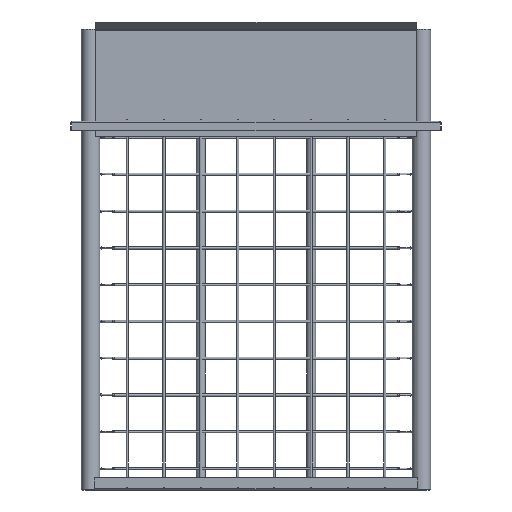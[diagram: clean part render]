
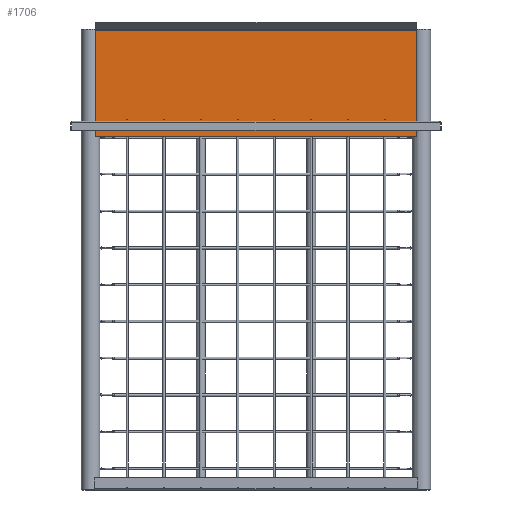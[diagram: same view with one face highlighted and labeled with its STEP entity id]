
A CAD part, left-side view. The second image highlights one B-rep face of the part: STEP entity #1706.
In plain terms, the highlighted face is planar.
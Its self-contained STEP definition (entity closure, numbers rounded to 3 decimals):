
#3 = DIRECTION ( 'NONE',  ( 0., 0., -1. ) ) ;
#36 = DIRECTION ( 'NONE',  ( 0., 0., -1. ) ) ;
#239 = LINE ( 'NONE', #8538, #11255 ) ;
#264 = CARTESIAN_POINT ( 'NONE',  ( 12.5, -20.3, -160.35 ) ) ;
#366 = CARTESIAN_POINT ( 'NONE',  ( 12.5, -18.7, -139.65 ) ) ;
#426 = EDGE_CURVE ( 'NONE', #10552, #10024, #7567, .T. ) ;
#515 = EDGE_CURVE ( 'NONE', #626, #9174, #4305, .T. ) ;
#569 = CARTESIAN_POINT ( 'NONE',  ( 12.5, 0., 218.813 ) ) ;
#626 = VERTEX_POINT ( 'NONE', #1447 ) ;
#655 = VECTOR ( 'NONE', #3940, 1000. ) ;
#1096 = VECTOR ( 'NONE', #5270, 1000. ) ;
#1323 = CARTESIAN_POINT ( 'NONE',  ( 12.5, -20.3, 139.65 ) ) ;
#1353 = LINE ( 'NONE', #5026, #1096 ) ;
#1356 = CARTESIAN_POINT ( 'NONE',  ( 12.5, -18.7, 139.65 ) ) ;
#1447 = CARTESIAN_POINT ( 'NONE',  ( 12.5, 0., 218.813 ) ) ;
#1524 = DIRECTION ( 'NONE',  ( 0., 1., 0. ) ) ;
#1575 = CARTESIAN_POINT ( 'NONE',  ( 12.5, -18.7, -160.35 ) ) ;
#1706 = ADVANCED_FACE ( 'NONE', ( #3405, #9752, #3526 ), #2493, .T. ) ;
#2042 = DIRECTION ( 'NONE',  ( 0., 0., 1. ) ) ;
#2066 = DIRECTION ( 'NONE',  ( 0., 0., -1. ) ) ;
#2337 = DIRECTION ( 'NONE',  ( 0., 0., 1. ) ) ;
#2363 = ORIENTED_EDGE ( 'NONE', *, *, #11673, .F. ) ;
#2382 = ORIENTED_EDGE ( 'NONE', *, *, #426, .F. ) ;
#2430 = VECTOR ( 'NONE', #2066, 1000. ) ;
#2493 = PLANE ( 'NONE',  #10267 ) ;
#2751 = CARTESIAN_POINT ( 'NONE',  ( 12.5, -20.3, 160.35 ) ) ;
#2801 = CARTESIAN_POINT ( 'NONE',  ( 12.5, -144.101, 218.813 ) ) ;
#2813 = VECTOR ( 'NONE', #36, 1000. ) ;
#3017 = VECTOR ( 'NONE', #3, 1000. ) ;
#3067 = ORIENTED_EDGE ( 'NONE', *, *, #515, .F. ) ;
#3147 = EDGE_CURVE ( 'NONE', #5159, #9883, #3986, .T. ) ;
#3405 = FACE_BOUND ( 'NONE', #7898, .T. ) ;
#3526 = FACE_BOUND ( 'NONE', #4123, .T. ) ;
#3716 = LINE ( 'NONE', #7378, #9094 ) ;
#3768 = LINE ( 'NONE', #10762, #2813 ) ;
#3879 = ORIENTED_EDGE ( 'NONE', *, *, #5442, .T. ) ;
#3886 = LINE ( 'NONE', #264, #655 ) ;
#3916 = ORIENTED_EDGE ( 'NONE', *, *, #3147, .T. ) ;
#3939 = VERTEX_POINT ( 'NONE', #1575 ) ;
#3940 = DIRECTION ( 'NONE',  ( 0., -1., 0. ) ) ;
#3986 = LINE ( 'NONE', #10390, #5803 ) ;
#4053 = CARTESIAN_POINT ( 'NONE',  ( 12.5, -20.3, 160.35 ) ) ;
#4123 = EDGE_LOOP ( 'NONE', ( #8364, #2363, #7422, #2382 ) ) ;
#4192 = VECTOR ( 'NONE', #6049, 1000. ) ;
#4305 = LINE ( 'NONE', #569, #4192 ) ;
#4326 = EDGE_CURVE ( 'NONE', #7161, #10552, #8357, .T. ) ;
#4468 = EDGE_CURVE ( 'NONE', #9174, #8617, #10374, .T. ) ;
#4679 = ORIENTED_EDGE ( 'NONE', *, *, #5570, .T. ) ;
#4889 = CARTESIAN_POINT ( 'NONE',  ( 12.5, -144.101, -218.813 ) ) ;
#5026 = CARTESIAN_POINT ( 'NONE',  ( 12.5, -20.3, -139.65 ) ) ;
#5159 = VERTEX_POINT ( 'NONE', #11704 ) ;
#5270 = DIRECTION ( 'NONE',  ( 0., 1., 0. ) ) ;
#5442 = EDGE_CURVE ( 'NONE', #9883, #9494, #1353, .T. ) ;
#5486 = CARTESIAN_POINT ( 'NONE',  ( 12.5, -20.3, 160.35 ) ) ;
#5570 = EDGE_CURVE ( 'NONE', #9494, #3939, #3768, .T. ) ;
#5663 = CARTESIAN_POINT ( 'NONE',  ( 12.5, 0., -218.813 ) ) ;
#5721 = DIRECTION ( 'NONE',  ( 0., -1., 0. ) ) ;
#5764 = ORIENTED_EDGE ( 'NONE', *, *, #7004, .T. ) ;
#5775 = CARTESIAN_POINT ( 'NONE',  ( 12.5, -20.3, 139.65 ) ) ;
#5803 = VECTOR ( 'NONE', #2337, 1000. ) ;
#5938 = VECTOR ( 'NONE', #9430, 1000. ) ;
#5985 = ORIENTED_EDGE ( 'NONE', *, *, #8403, .T. ) ;
#6049 = DIRECTION ( 'NONE',  ( 0., 0., -1. ) ) ;
#6291 = DIRECTION ( 'NONE',  ( 1., 0., 0. ) ) ;
#6365 = CARTESIAN_POINT ( 'NONE',  ( 12.5, -144.101, 218.813 ) ) ;
#6592 = DIRECTION ( 'NONE',  ( 0., -1., 0. ) ) ;
#7004 = EDGE_CURVE ( 'NONE', #626, #8101, #3716, .T. ) ;
#7161 = VERTEX_POINT ( 'NONE', #4053 ) ;
#7378 = CARTESIAN_POINT ( 'NONE',  ( 12.5, 0., 218.813 ) ) ;
#7422 = ORIENTED_EDGE ( 'NONE', *, *, #7461, .F. ) ;
#7461 = EDGE_CURVE ( 'NONE', #10024, #10037, #239, .T. ) ;
#7567 = LINE ( 'NONE', #5775, #5938 ) ;
#7898 = EDGE_LOOP ( 'NONE', ( #9195, #3916, #3879, #4679 ) ) ;
#8101 = VERTEX_POINT ( 'NONE', #6365 ) ;
#8357 = LINE ( 'NONE', #5486, #3017 ) ;
#8364 = ORIENTED_EDGE ( 'NONE', *, *, #4326, .F. ) ;
#8403 = EDGE_CURVE ( 'NONE', #8101, #8617, #11003, .T. ) ;
#8538 = CARTESIAN_POINT ( 'NONE',  ( 12.5, -18.7, 160.35 ) ) ;
#8617 = VERTEX_POINT ( 'NONE', #4889 ) ;
#8792 = CARTESIAN_POINT ( 'NONE',  ( 12.5, 0., -218.813 ) ) ;
#8868 = CARTESIAN_POINT ( 'NONE',  ( 12.5, 0., 218.813 ) ) ;
#9047 = ORIENTED_EDGE ( 'NONE', *, *, #4468, .F. ) ;
#9094 = VECTOR ( 'NONE', #10300, 1000. ) ;
#9174 = VERTEX_POINT ( 'NONE', #8792 ) ;
#9195 = ORIENTED_EDGE ( 'NONE', *, *, #10311, .T. ) ;
#9430 = DIRECTION ( 'NONE',  ( 0., 1., 0. ) ) ;
#9494 = VERTEX_POINT ( 'NONE', #366 ) ;
#9712 = VECTOR ( 'NONE', #5721, 1000. ) ;
#9752 = FACE_OUTER_BOUND ( 'NONE', #11701, .T. ) ;
#9883 = VERTEX_POINT ( 'NONE', #11314 ) ;
#10024 = VERTEX_POINT ( 'NONE', #1356 ) ;
#10037 = VERTEX_POINT ( 'NONE', #10589 ) ;
#10267 = AXIS2_PLACEMENT_3D ( 'NONE', #8868, #6291, #1524 ) ;
#10300 = DIRECTION ( 'NONE',  ( 0., -1., 0. ) ) ;
#10311 = EDGE_CURVE ( 'NONE', #3939, #5159, #3886, .T. ) ;
#10374 = LINE ( 'NONE', #5663, #9712 ) ;
#10390 = CARTESIAN_POINT ( 'NONE',  ( 12.5, -20.3, -160.35 ) ) ;
#10552 = VERTEX_POINT ( 'NONE', #1323 ) ;
#10589 = CARTESIAN_POINT ( 'NONE',  ( 12.5, -18.7, 160.35 ) ) ;
#10762 = CARTESIAN_POINT ( 'NONE',  ( 12.5, -18.7, -160.35 ) ) ;
#10952 = LINE ( 'NONE', #2751, #11597 ) ;
#11003 = LINE ( 'NONE', #2801, #2430 ) ;
#11255 = VECTOR ( 'NONE', #2042, 1000. ) ;
#11314 = CARTESIAN_POINT ( 'NONE',  ( 12.5, -20.3, -139.65 ) ) ;
#11597 = VECTOR ( 'NONE', #6592, 1000. ) ;
#11673 = EDGE_CURVE ( 'NONE', #10037, #7161, #10952, .T. ) ;
#11701 = EDGE_LOOP ( 'NONE', ( #5985, #9047, #3067, #5764 ) ) ;
#11704 = CARTESIAN_POINT ( 'NONE',  ( 12.5, -20.3, -160.35 ) ) ;
